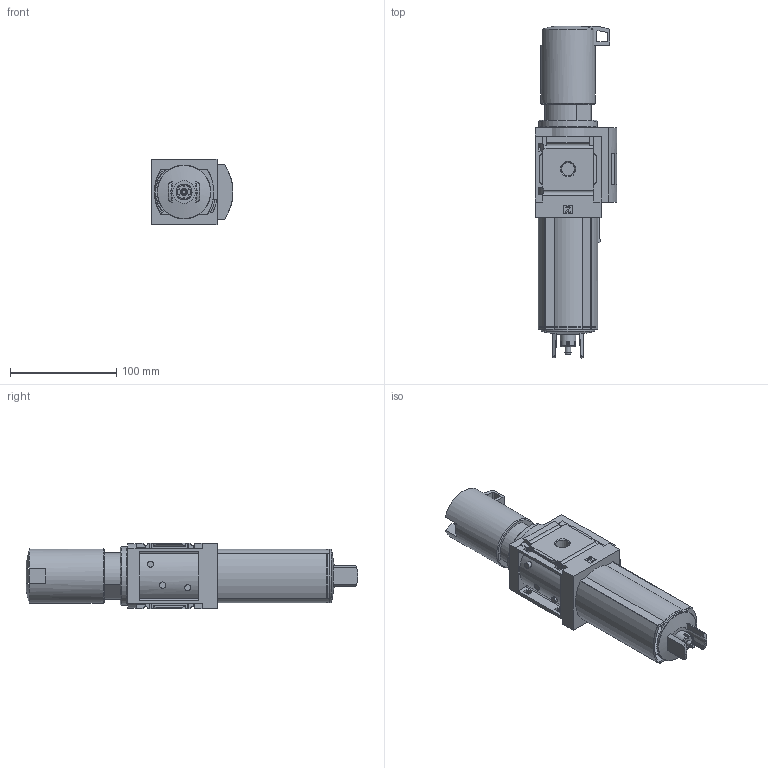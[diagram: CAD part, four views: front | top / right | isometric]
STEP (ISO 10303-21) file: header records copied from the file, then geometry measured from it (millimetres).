
FILE_DESCRIPTION(/* description */ ('STEP AP214'),/* implementation_level */ '2;1');
FILE_NAME(/* name */ '531320_MS6N-LFR-1_4-D7-CUM-AS-Z',/* time_stamp */ '2024-09-11T14:49:17+02:00',/* author */ ('License CC BY-ND 4.0'),/* organization */ ('CADENAS'),/* preprocessor_version */ 'ST-DEVELOPER v19.3',/* originating_system */ 'PARTsolutions',/* authorisation */ ' ');
FILE_SCHEMA (('AP203_CONFIGURATION_CONTROLLED_3D_DESIGN_OF_MECHANICAL_PARTS_AND_ASSEMBLIES_MIM_LF { 1 0 10303 203 3 1 4 }','AUTOMOTIVE_DESIGN {1 0 10303 214 3 1 1}'));
Length unit declared in the file: millimetre
Products named in the file (4): 531320 MS6N-LFR-1/4-D7-CUM-AS-Z; 527667 MS6N-LFR-1/4-D7-C-U-M-AS-Z 0D; KOND MS6-2-1; 651849 MS-LR-20
Assembly tree (3 placements, depth 2):
  531320 MS6N-LFR-1/4-D7-CUM-AS-Z
    527667 MS6N-LFR-1/4-D7-C-U-M-AS-Z 0D
    KOND MS6-2-1
    651849 MS-LR-20
Bounding box: 77 x 312.04 x 62 mm (x, y, z)
Volume: 781703.9 mm3; surface area: 82820.7 mm2
Topology: 3 solids, 3 shells, 341 faces, 930 edges, 614 vertices
Faces by surface type: plane 230, cylinder 85, cone 14, torus 11, sphere 1
Full cylindrical faces by diameter (mm): 3.8 x1, 5 x1, 5.5 x2, 10 x1, 15 x1, 42.917 x1, 50.36 x1, 51 x1, 55 x1
Entity records: 12842 total; most frequent: CARTESIAN_POINT 1957, DIRECTION 1825, ORIENTED_EDGE 1806, EDGE_CURVE 903, LINE 627, VECTOR 627, VERTEX_POINT 609, AXIS2_PLACEMENT_3D 599
